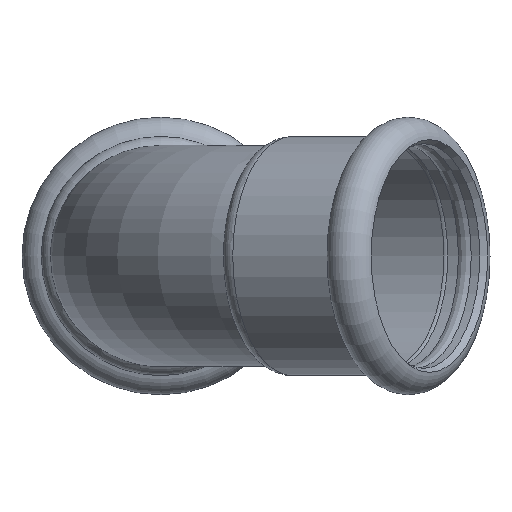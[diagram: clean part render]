
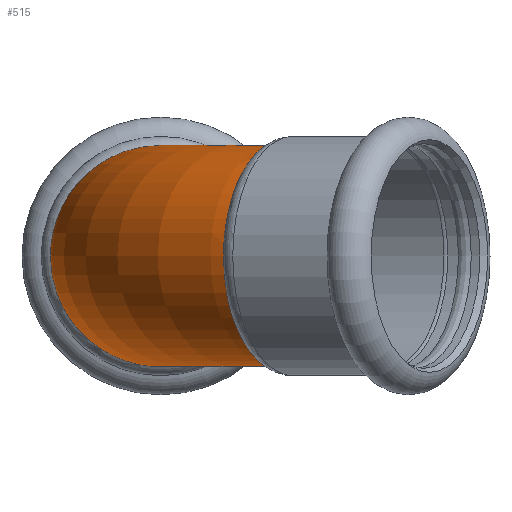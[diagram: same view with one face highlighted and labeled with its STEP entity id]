
A CAD part, left-side view. The second image highlights one B-rep face of the part: STEP entity #515.
In plain terms, the highlighted toroidal (fillet/blend) face has major radius 50 mm and minor radius 21 mm.
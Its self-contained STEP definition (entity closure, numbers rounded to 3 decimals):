
#20=B_SPLINE_CURVE_WITH_KNOTS('',3,(#958,#959,#960,#961,#962,#963,#964,
#965,#966,#967,#968,#969),.UNSPECIFIED.,.F.,.F.,(4,2,2,2,2,4),(9.946,
10.676,11.497,12.318,12.782,13.246),
 .UNSPECIFIED.);
#21=B_SPLINE_CURVE_WITH_KNOTS('',3,(#971,#972,#973,#974,#975,#976,#977,
#978,#979,#980,#981,#982,#983,#984,#985,#986,#987,#988,#989,#990),
 .UNSPECIFIED.,.F.,.F.,(4,2,2,2,2,2,2,2,2,4),(0.,0.82,1.64,
2.46,3.282,4.105,4.93,5.754,
6.574,6.624),.UNSPECIFIED.);
#22=B_SPLINE_CURVE_WITH_KNOTS('',3,(#991,#992,#993,#994,#995,#996,#997,
#998,#999,#1000,#1001,#1002),.UNSPECIFIED.,.F.,.F.,(4,2,2,2,2,4),(6.624,
7.391,8.208,9.029,9.853,9.946),
 .UNSPECIFIED.);
#26=B_SPLINE_CURVE_WITH_KNOTS('',3,(#1085,#1086,#1087,#1088,#1089,#1090,
#1091,#1092,#1093,#1094,#1095,#1096),.UNSPECIFIED.,.F.,.F.,(4,2,2,2,2,4),
(6.624,7.391,8.208,9.029,9.853,
9.946),.UNSPECIFIED.);
#27=B_SPLINE_CURVE_WITH_KNOTS('',3,(#1098,#1099,#1100,#1101,#1102,#1103,
#1104,#1105,#1106,#1107,#1108,#1109,#1110,#1111,#1112,#1113,#1114,#1115,
#1116,#1117),.UNSPECIFIED.,.F.,.F.,(4,2,2,2,2,2,2,2,2,4),(0.,0.82,
1.64,2.46,3.282,4.105,4.93,
5.754,6.574,6.624),.UNSPECIFIED.);
#28=B_SPLINE_CURVE_WITH_KNOTS('',3,(#1118,#1119,#1120,#1121,#1122,#1123,
#1124,#1125,#1126,#1127,#1128,#1129),.UNSPECIFIED.,.F.,.F.,(4,2,2,2,2,4),
(9.946,10.676,11.497,12.318,12.782,
13.246),.UNSPECIFIED.);
#73=FACE_OUTER_BOUND('',#95,.T.);
#95=EDGE_LOOP('',(#440,#441,#442,#443,#444,#445,#446,#447));
#159=CIRCLE('',#616,29.);
#207=VERTEX_POINT('',#955);
#208=VERTEX_POINT('',#957);
#209=VERTEX_POINT('',#970);
#223=VERTEX_POINT('',#1082);
#224=VERTEX_POINT('',#1084);
#225=VERTEX_POINT('',#1097);
#280=EDGE_CURVE('',#207,#208,#20,.T.);
#281=EDGE_CURVE('',#208,#209,#21,.T.);
#282=EDGE_CURVE('',#209,#207,#22,.T.);
#303=EDGE_CURVE('',#224,#223,#26,.T.);
#304=EDGE_CURVE('',#225,#224,#27,.T.);
#305=EDGE_CURVE('',#223,#225,#28,.T.);
#306=EDGE_CURVE('',#224,#209,#159,.T.);
#440=ORIENTED_EDGE('',*,*,#304,.T.);
#441=ORIENTED_EDGE('',*,*,#306,.T.);
#442=ORIENTED_EDGE('',*,*,#281,.F.);
#443=ORIENTED_EDGE('',*,*,#280,.F.);
#444=ORIENTED_EDGE('',*,*,#282,.F.);
#445=ORIENTED_EDGE('',*,*,#306,.F.);
#446=ORIENTED_EDGE('',*,*,#303,.T.);
#447=ORIENTED_EDGE('',*,*,#305,.T.);
#496=TOROIDAL_SURFACE('',#615,50.,21.);
#515=ADVANCED_FACE('',(#73),#496,.T.);
#615=AXIS2_PLACEMENT_3D('',#1130,#784,#785);
#616=AXIS2_PLACEMENT_3D('',#1131,#786,#787);
#784=DIRECTION('center_axis',(0.,0.,-1.));
#785=DIRECTION('ref_axis',(-1.,0.,0.));
#786=DIRECTION('center_axis',(0.,0.,1.));
#787=DIRECTION('ref_axis',(-1.,0.,0.));
#955=CARTESIAN_POINT('',(-71.8,-22.4,21.));
#957=CARTESIAN_POINT('',(-89.912,-11.9,0.));
#958=CARTESIAN_POINT('Ctrl Pts',(-71.8,-22.4,21.));
#959=CARTESIAN_POINT('Ctrl Pts',(-73.9,-21.181,20.989));
#960=CARTESIAN_POINT('Ctrl Pts',(-75.985,-19.971,20.559));
#961=CARTESIAN_POINT('Ctrl Pts',(-80.188,-17.534,18.787));
#962=CARTESIAN_POINT('Ctrl Pts',(-82.234,-16.347,17.355));
#963=CARTESIAN_POINT('Ctrl Pts',(-85.734,-14.319,13.667));
#964=CARTESIAN_POINT('Ctrl Pts',(-87.155,-13.497,11.447));
#965=CARTESIAN_POINT('Ctrl Pts',(-88.74,-12.579,7.576));
#966=CARTESIAN_POINT('Ctrl Pts',(-89.177,-12.326,6.108));
#967=CARTESIAN_POINT('Ctrl Pts',(-89.763,-11.986,3.089));
#968=CARTESIAN_POINT('Ctrl Pts',(-89.912,-11.9,1.547));
#969=CARTESIAN_POINT('Ctrl Pts',(-89.912,-11.9,0.));
#970=CARTESIAN_POINT('',(-53.534,-33.054,0.));
#971=CARTESIAN_POINT('Ctrl Pts',(-89.912,-11.9,0.));
#972=CARTESIAN_POINT('Ctrl Pts',(-89.912,-11.9,-2.732));
#973=CARTESIAN_POINT('Ctrl Pts',(-89.45,-12.167,-5.438));
#974=CARTESIAN_POINT('Ctrl Pts',(-87.654,-13.207,-10.495));
#975=CARTESIAN_POINT('Ctrl Pts',(-86.337,-13.97,-12.796));
#976=CARTESIAN_POINT('Ctrl Pts',(-83.014,-15.896,-16.689));
#977=CARTESIAN_POINT('Ctrl Pts',(-81.038,-17.041,-18.243));
#978=CARTESIAN_POINT('Ctrl Pts',(-76.68,-19.568,-20.389));
#979=CARTESIAN_POINT('Ctrl Pts',(-74.34,-20.926,-20.961));
#980=CARTESIAN_POINT('Ctrl Pts',(-69.598,-23.68,-21.035));
#981=CARTESIAN_POINT('Ctrl Pts',(-67.242,-25.049,-20.536));
#982=CARTESIAN_POINT('Ctrl Pts',(-62.826,-27.62,-18.521));
#983=CARTESIAN_POINT('Ctrl Pts',(-60.809,-28.796,-17.023));
#984=CARTESIAN_POINT('Ctrl Pts',(-57.388,-30.794,-13.215));
#985=CARTESIAN_POINT('Ctrl Pts',(-56.017,-31.597,-10.942));
#986=CARTESIAN_POINT('Ctrl Pts',(-54.112,-32.714,-5.924));
#987=CARTESIAN_POINT('Ctrl Pts',(-53.594,-33.018,-3.23));
#988=CARTESIAN_POINT('Ctrl Pts',(-53.535,-33.053,-0.33));
#989=CARTESIAN_POINT('Ctrl Pts',(-53.534,-33.054,-0.165));
#990=CARTESIAN_POINT('Ctrl Pts',(-53.534,-33.054,0.));
#991=CARTESIAN_POINT('Ctrl Pts',(-53.534,-33.054,0.));
#992=CARTESIAN_POINT('Ctrl Pts',(-53.534,-33.054,2.554));
#993=CARTESIAN_POINT('Ctrl Pts',(-53.937,-32.817,5.087));
#994=CARTESIAN_POINT('Ctrl Pts',(-55.564,-31.863,10.019));
#995=CARTESIAN_POINT('Ctrl Pts',(-56.823,-31.125,12.349));
#996=CARTESIAN_POINT('Ctrl Pts',(-60.048,-29.24,16.334));
#997=CARTESIAN_POINT('Ctrl Pts',(-61.987,-28.109,17.948));
#998=CARTESIAN_POINT('Ctrl Pts',(-66.294,-25.6,20.229));
#999=CARTESIAN_POINT('Ctrl Pts',(-68.624,-24.245,20.874));
#1000=CARTESIAN_POINT('Ctrl Pts',(-71.264,-22.712,20.996));
#1001=CARTESIAN_POINT('Ctrl Pts',(-71.532,-22.556,21.001));
#1002=CARTESIAN_POINT('Ctrl Pts',(-71.8,-22.4,21.));
#1082=CARTESIAN_POINT('',(-33.002,0.,21.));
#1084=CARTESIAN_POINT('',(-32.909,-21.146,0.));
#1085=CARTESIAN_POINT('Ctrl Pts',(-32.909,-21.146,0.));
#1086=CARTESIAN_POINT('Ctrl Pts',(-32.909,-21.146,2.554));
#1087=CARTESIAN_POINT('Ctrl Pts',(-32.913,-20.678,5.087));
#1088=CARTESIAN_POINT('Ctrl Pts',(-32.925,-18.792,10.019));
#1089=CARTESIAN_POINT('Ctrl Pts',(-32.935,-17.333,12.349));
#1090=CARTESIAN_POINT('Ctrl Pts',(-32.955,-13.598,16.334));
#1091=CARTESIAN_POINT('Ctrl Pts',(-32.965,-11.353,17.948));
#1092=CARTESIAN_POINT('Ctrl Pts',(-32.984,-6.368,20.229));
#1093=CARTESIAN_POINT('Ctrl Pts',(-32.992,-3.673,20.874));
#1094=CARTESIAN_POINT('Ctrl Pts',(-33.,-0.62,
20.996));
#1095=CARTESIAN_POINT('Ctrl Pts',(-33.001,-0.31,21.001));
#1096=CARTESIAN_POINT('Ctrl Pts',(-33.002,0.,
21.));
#1097=CARTESIAN_POINT('',(-33.04,20.935,0.));
#1098=CARTESIAN_POINT('Ctrl Pts',(-33.04,20.935,0.));
#1099=CARTESIAN_POINT('Ctrl Pts',(-33.04,20.935,-2.732));
#1100=CARTESIAN_POINT('Ctrl Pts',(-33.039,20.401,-5.438));
#1101=CARTESIAN_POINT('Ctrl Pts',(-33.036,18.326,-10.495));
#1102=CARTESIAN_POINT('Ctrl Pts',(-33.034,16.805,-12.796));
#1103=CARTESIAN_POINT('Ctrl Pts',(-33.028,12.963,-16.689));
#1104=CARTESIAN_POINT('Ctrl Pts',(-33.025,10.68,-18.243));
#1105=CARTESIAN_POINT('Ctrl Pts',(-33.015,5.643,-20.389));
#1106=CARTESIAN_POINT('Ctrl Pts',(-33.009,2.936,-20.961));
#1107=CARTESIAN_POINT('Ctrl Pts',(-32.995,-2.547,-21.035));
#1108=CARTESIAN_POINT('Ctrl Pts',(-32.987,-5.272,-20.536));
#1109=CARTESIAN_POINT('Ctrl Pts',(-32.969,-10.382,-18.521));
#1110=CARTESIAN_POINT('Ctrl Pts',(-32.959,-12.717,-17.023));
#1111=CARTESIAN_POINT('Ctrl Pts',(-32.939,-16.678,-13.215));
#1112=CARTESIAN_POINT('Ctrl Pts',(-32.929,-18.268,-10.942));
#1113=CARTESIAN_POINT('Ctrl Pts',(-32.914,-20.475,-5.924));
#1114=CARTESIAN_POINT('Ctrl Pts',(-32.909,-21.076,-3.23));
#1115=CARTESIAN_POINT('Ctrl Pts',(-32.909,-21.144,-0.33));
#1116=CARTESIAN_POINT('Ctrl Pts',(-32.909,-21.146,-0.165));
#1117=CARTESIAN_POINT('Ctrl Pts',(-32.909,-21.146,0.));
#1118=CARTESIAN_POINT('Ctrl Pts',(-33.002,0.,
21.));
#1119=CARTESIAN_POINT('Ctrl Pts',(-33.008,2.428,20.989));
#1120=CARTESIAN_POINT('Ctrl Pts',(-33.013,4.838,20.559));
#1121=CARTESIAN_POINT('Ctrl Pts',(-33.023,9.697,18.787));
#1122=CARTESIAN_POINT('Ctrl Pts',(-33.027,12.062,17.355));
#1123=CARTESIAN_POINT('Ctrl Pts',(-33.033,16.108,13.667));
#1124=CARTESIAN_POINT('Ctrl Pts',(-33.036,17.749,11.447));
#1125=CARTESIAN_POINT('Ctrl Pts',(-33.038,19.581,7.576));
#1126=CARTESIAN_POINT('Ctrl Pts',(-33.039,20.086,6.108));
#1127=CARTESIAN_POINT('Ctrl Pts',(-33.04,20.764,3.089));
#1128=CARTESIAN_POINT('Ctrl Pts',(-33.04,20.935,1.547));
#1129=CARTESIAN_POINT('Ctrl Pts',(-33.04,20.935,0.));
#1130=CARTESIAN_POINT('Origin',(-30.,-50.,0.));
#1131=CARTESIAN_POINT('Origin',(-30.,-50.,0.));
